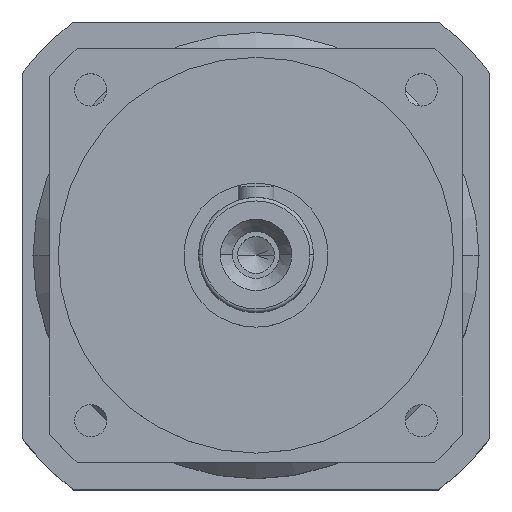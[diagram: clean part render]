
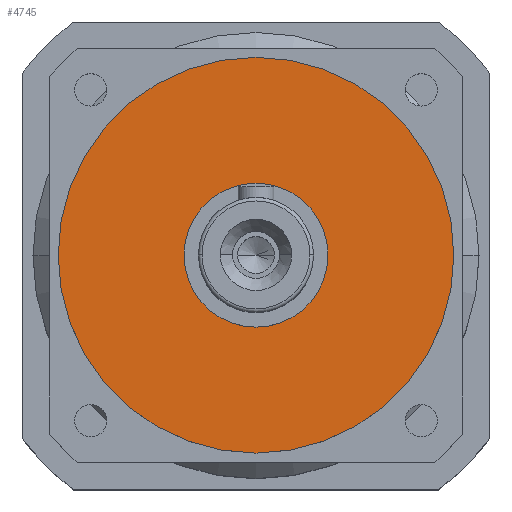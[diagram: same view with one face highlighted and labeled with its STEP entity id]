
A CAD part, top view. The second image highlights one B-rep face of the part: STEP entity #4745.
In plain terms, the highlighted planar face has unit normal (0, 0, 1).
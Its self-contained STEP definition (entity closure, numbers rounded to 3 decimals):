
#137 = DIRECTION ( 'NONE',  ( 0., 0., 1. ) ) ;
#139 = AXIS2_PLACEMENT_3D ( 'NONE', #2675, #6734, #3256 ) ;
#172 = DIRECTION ( 'NONE',  ( 1., 0., 0. ) ) ;
#299 = CARTESIAN_POINT ( 'NONE',  ( 0., 0., 79.5 ) ) ;
#437 = VERTEX_POINT ( 'NONE', #6284 ) ;
#447 = VERTEX_POINT ( 'NONE', #1919 ) ;
#495 = AXIS2_PLACEMENT_3D ( 'NONE', #3556, #3565, #3467 ) ;
#945 = FACE_OUTER_BOUND ( 'NONE', #3459, .T. ) ;
#948 = AXIS2_PLACEMENT_3D ( 'NONE', #299, #137, #172 ) ;
#994 = DIRECTION ( 'NONE',  ( 0., 0., 1. ) ) ;
#1025 = ORIENTED_EDGE ( 'NONE', *, *, #2139, .F. ) ;
#1097 = ORIENTED_EDGE ( 'NONE', *, *, #5998, .T. ) ;
#1387 = CIRCLE ( 'NONE', #495, 20. ) ;
#1919 = CARTESIAN_POINT ( 'NONE',  ( 55., 0., 79.5 ) ) ;
#2139 = EDGE_CURVE ( 'NONE', #2462, #5401, #1387, .T. ) ;
#2201 = AXIS2_PLACEMENT_3D ( 'NONE', #4437, #994, #5039 ) ;
#2282 = FACE_BOUND ( 'NONE', #6656, .T. ) ;
#2462 = VERTEX_POINT ( 'NONE', #5989 ) ;
#2517 = CIRCLE ( 'NONE', #139, 55. ) ;
#2675 = CARTESIAN_POINT ( 'NONE',  ( 0., 0., 79.5 ) ) ;
#2888 = DIRECTION ( 'NONE',  ( 1., 0., 0. ) ) ;
#2952 = CIRCLE ( 'NONE', #2201, 20. ) ;
#3256 = DIRECTION ( 'NONE',  ( 1., 0., 0. ) ) ;
#3459 = EDGE_LOOP ( 'NONE', ( #1097, #5924 ) ) ;
#3467 = DIRECTION ( 'NONE',  ( 1., 0., 0. ) ) ;
#3556 = CARTESIAN_POINT ( 'NONE',  ( 0., 0., 79.5 ) ) ;
#3565 = DIRECTION ( 'NONE',  ( 0., 0., 1. ) ) ;
#3794 = EDGE_CURVE ( 'NONE', #447, #437, #6299, .T. ) ;
#4437 = CARTESIAN_POINT ( 'NONE',  ( 0., 0., 79.5 ) ) ;
#4441 = ORIENTED_EDGE ( 'NONE', *, *, #7027, .F. ) ;
#4543 = CARTESIAN_POINT ( 'NONE',  ( 0., 0., 79.5 ) ) ;
#4745 = ADVANCED_FACE ( 'NONE', ( #2282, #945 ), #7307, .T. ) ;
#5007 = CARTESIAN_POINT ( 'NONE',  ( -20., 0., 79.5 ) ) ;
#5039 = DIRECTION ( 'NONE',  ( 1., 0., 0. ) ) ;
#5401 = VERTEX_POINT ( 'NONE', #5007 ) ;
#5924 = ORIENTED_EDGE ( 'NONE', *, *, #3794, .T. ) ;
#5989 = CARTESIAN_POINT ( 'NONE',  ( 20., 0., 79.5 ) ) ;
#5998 = EDGE_CURVE ( 'NONE', #437, #447, #2517, .T. ) ;
#6284 = CARTESIAN_POINT ( 'NONE',  ( -55., 0., 79.5 ) ) ;
#6299 = CIRCLE ( 'NONE', #948, 55. ) ;
#6656 = EDGE_LOOP ( 'NONE', ( #4441, #1025 ) ) ;
#6734 = DIRECTION ( 'NONE',  ( 0., 0., 1. ) ) ;
#6782 = DIRECTION ( 'NONE',  ( 0., 0., 1. ) ) ;
#7027 = EDGE_CURVE ( 'NONE', #5401, #2462, #2952, .T. ) ;
#7226 = AXIS2_PLACEMENT_3D ( 'NONE', #4543, #6782, #2888 ) ;
#7307 = PLANE ( 'NONE',  #7226 ) ;
